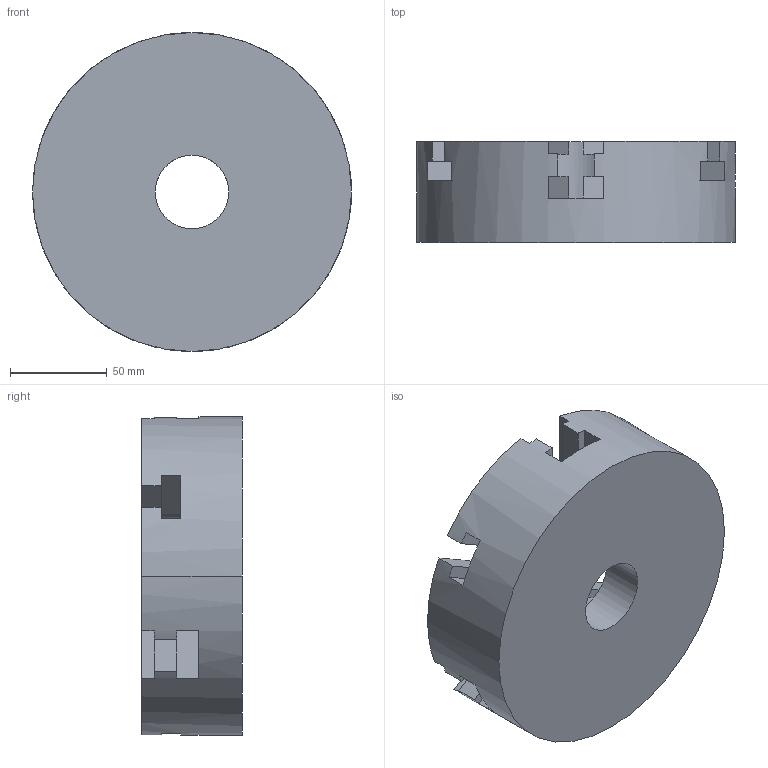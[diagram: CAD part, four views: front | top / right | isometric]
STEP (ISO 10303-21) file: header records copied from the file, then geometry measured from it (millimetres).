
FILE_DESCRIPTION(('produced by SPATIAL CORP'),'2;1');
FILE_NAME( 'hch.prt.hh.sat.stp', '2002-04-19T13:47:21+00:00',('SPATIAL CORP'),('SPATIAL CORP'), 'ACIS STEP Husk','http://www.spatial.com','SPATIAL CORP');
FILE_SCHEMA(('CONFIG_CONTROL_DESIGN'));
Length unit declared in the file: millimetre
Products named in the file (1): PRODUCT_ID_1
Bounding box: 165.1 x 52.2 x 165.1 mm (x, y, z)
Volume: 853682.9 mm3; surface area: 96160.3 mm2
Topology: 1 solids, 1 shells, 76 faces, 225 edges, 150 vertices
Faces by surface type: plane 56, cylinder 20
Entity records: 2570 total; most frequent: CARTESIAN_POINT 465, ORIENTED_EDGE 450, DIRECTION 411, EDGE_CURVE 225, VERTEX_POINT 150, AXIS2_PLACEMENT_3D 138, VECTOR 135, LINE 135
